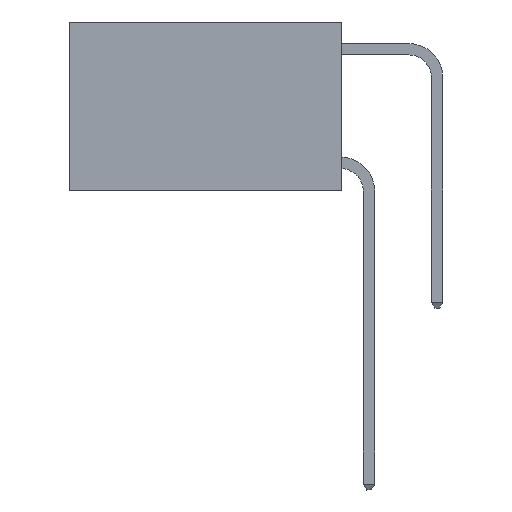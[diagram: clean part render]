
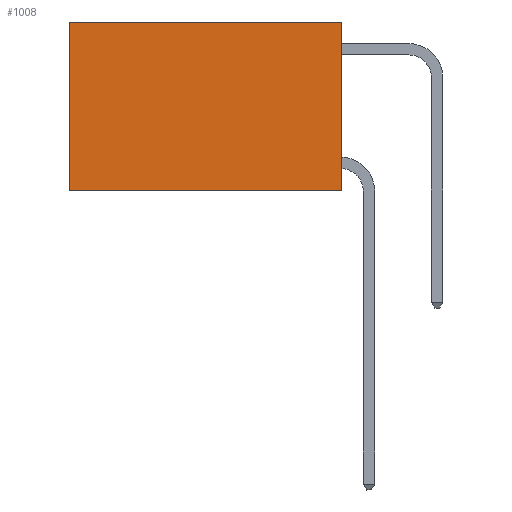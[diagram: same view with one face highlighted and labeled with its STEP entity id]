
A CAD part, left-side view. The second image highlights one B-rep face of the part: STEP entity #1008.
In plain terms, the highlighted planar face has unit normal (-1, 0, 0).
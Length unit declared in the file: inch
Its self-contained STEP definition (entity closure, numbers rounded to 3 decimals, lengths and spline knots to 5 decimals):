
#326 = DIRECTION ( 'NONE',  ( 1., 0., 0. ) ) ;
#829 = VERTEX_POINT ( 'NONE', #14055 ) ;
#1008 = ADVANCED_FACE ( 'NONE', ( #7742 ), #4571, .F. ) ;
#2067 = AXIS2_PLACEMENT_3D ( 'NONE', #9553, #326, #3345 ) ;
#2071 = DIRECTION ( 'NONE',  ( 0., 0., -1. ) ) ;
#3307 = ORIENTED_EDGE ( 'NONE', *, *, #9615, .T. ) ;
#3345 = DIRECTION ( 'NONE',  ( 0., 0., -1. ) ) ;
#3939 = VECTOR ( 'NONE', #10353, 39.37008 ) ;
#4041 = LINE ( 'NONE', #10443, #13194 ) ;
#4334 = LINE ( 'NONE', #11918, #7158 ) ;
#4571 = PLANE ( 'NONE',  #2067 ) ;
#5889 = ORIENTED_EDGE ( 'NONE', *, *, #8616, .F. ) ;
#6607 = CARTESIAN_POINT ( 'NONE',  ( 0.2625, 0., 0. ) ) ;
#6932 = CARTESIAN_POINT ( 'NONE',  ( 0.2625, 0., 0. ) ) ;
#7148 = LINE ( 'NONE', #14984, #3939 ) ;
#7158 = VECTOR ( 'NONE', #9528, 39.37008 ) ;
#7362 = CARTESIAN_POINT ( 'NONE',  ( 0.2625, 0., -0.37 ) ) ;
#7471 = ORIENTED_EDGE ( 'NONE', *, *, #13718, .T. ) ;
#7742 = FACE_OUTER_BOUND ( 'NONE', #7961, .T. ) ;
#7961 = EDGE_LOOP ( 'NONE', ( #3307, #10502, #5889, #7471 ) ) ;
#8616 = EDGE_CURVE ( 'NONE', #10928, #10519, #14473, .T. ) ;
#9528 = DIRECTION ( 'NONE',  ( 0., 1., 0. ) ) ;
#9553 = CARTESIAN_POINT ( 'NONE',  ( 0.2625, 0., 0. ) ) ;
#9591 = VERTEX_POINT ( 'NONE', #11574 ) ;
#9615 = EDGE_CURVE ( 'NONE', #829, #9591, #4041, .T. ) ;
#10353 = DIRECTION ( 'NONE',  ( 0., 1., 0. ) ) ;
#10443 = CARTESIAN_POINT ( 'NONE',  ( 0.2625, 0.6, 0. ) ) ;
#10502 = ORIENTED_EDGE ( 'NONE', *, *, #14161, .F. ) ;
#10519 = VERTEX_POINT ( 'NONE', #7362 ) ;
#10928 = VERTEX_POINT ( 'NONE', #6932 ) ;
#10964 = VECTOR ( 'NONE', #12527, 39.37008 ) ;
#11574 = CARTESIAN_POINT ( 'NONE',  ( 0.2625, 0.6, -0.37 ) ) ;
#11918 = CARTESIAN_POINT ( 'NONE',  ( 0.2625, 0., 0. ) ) ;
#12527 = DIRECTION ( 'NONE',  ( 0., 0., -1. ) ) ;
#13194 = VECTOR ( 'NONE', #2071, 39.37008 ) ;
#13718 = EDGE_CURVE ( 'NONE', #10928, #829, #4334, .T. ) ;
#14055 = CARTESIAN_POINT ( 'NONE',  ( 0.2625, 0.6, 0. ) ) ;
#14161 = EDGE_CURVE ( 'NONE', #10519, #9591, #7148, .T. ) ;
#14473 = LINE ( 'NONE', #6607, #10964 ) ;
#14984 = CARTESIAN_POINT ( 'NONE',  ( 0.2625, 0., -0.37 ) ) ;
